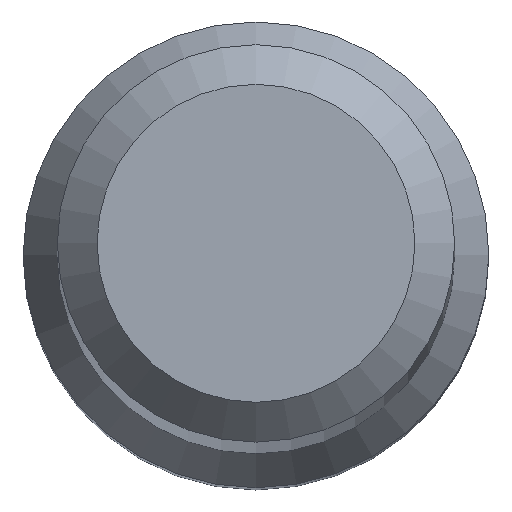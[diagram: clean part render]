
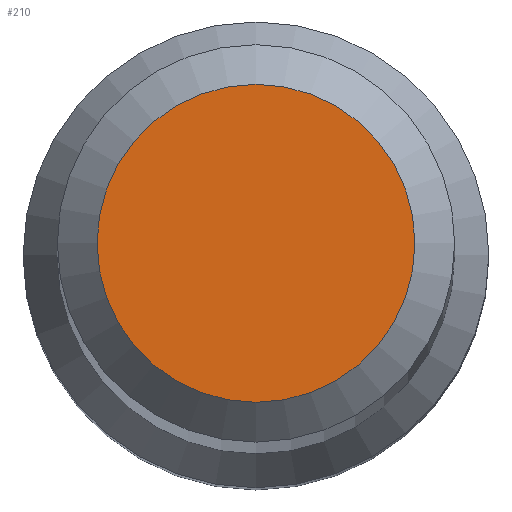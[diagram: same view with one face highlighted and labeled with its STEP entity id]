
A CAD part, top view. The second image highlights one B-rep face of the part: STEP entity #210.
In plain terms, the highlighted planar face has unit normal (0, 0, 1).
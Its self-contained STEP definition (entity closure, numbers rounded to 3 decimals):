
#40 = AXIS2_PLACEMENT_3D ( 'NONE', #228, #117, #99 ) ;
#45 = CARTESIAN_POINT ( 'NONE',  ( 0., 0., 80. ) ) ;
#65 = FACE_OUTER_BOUND ( 'NONE', #223, .T. ) ;
#85 = VERTEX_POINT ( 'NONE', #231 ) ;
#96 = CIRCLE ( 'NONE', #40, 1.6 ) ;
#99 = DIRECTION ( 'NONE',  ( 0., 1., 0. ) ) ;
#111 = ORIENTED_EDGE ( 'NONE', *, *, #199, .F. ) ;
#117 = DIRECTION ( 'NONE',  ( 0., 0., -1. ) ) ;
#154 = AXIS2_PLACEMENT_3D ( 'NONE', #45, #203, #216 ) ;
#199 = EDGE_CURVE ( 'NONE', #85, #85, #96, .T. ) ;
#203 = DIRECTION ( 'NONE',  ( 0., 0., 1. ) ) ;
#204 = PLANE ( 'NONE',  #154 ) ;
#210 = ADVANCED_FACE ( 'NONE', ( #65 ), #204, .T. ) ;
#216 = DIRECTION ( 'NONE',  ( 0., -1., 0. ) ) ;
#223 = EDGE_LOOP ( 'NONE', ( #111 ) ) ;
#228 = CARTESIAN_POINT ( 'NONE',  ( 0., 0., 80. ) ) ;
#231 = CARTESIAN_POINT ( 'NONE',  ( 0., 1.6, 80. ) ) ;
